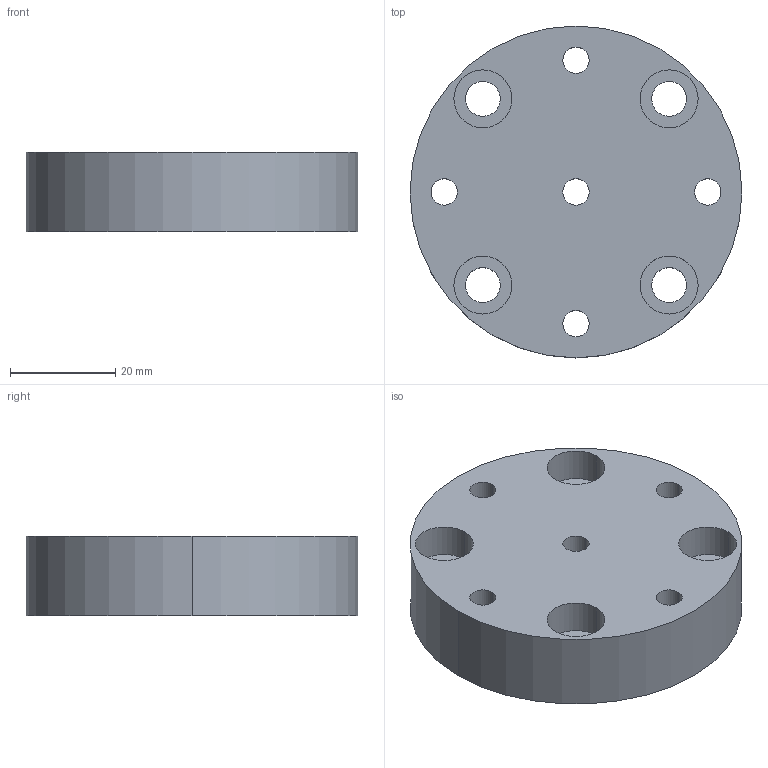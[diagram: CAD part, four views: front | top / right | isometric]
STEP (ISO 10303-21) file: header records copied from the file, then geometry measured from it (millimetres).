
FILE_DESCRIPTION (( 'STEP AP214' ), '1' );
FILE_NAME ('MartyrUniverselTeratonics.STEP', '2020-08-27T15:52:04', ( '' ), ( '' ), 'SwSTEP 2.0', 'SolidWorks 2019', '' );
FILE_SCHEMA (( 'AUTOMOTIVE_DESIGN' ));
Length unit declared in the file: millimetre
Products named in the file (1): MartyrUniverselTeratonics
Bounding box: 63 x 63 x 15 mm (x, y, z)
Volume: 41676.3 mm3; surface area: 11509.3 mm2
Topology: 1 solids, 1 shells, 34 faces, 84 edges, 56 vertices
Faces by surface type: cylinder 28, plane 6
Entity records: 1224 total; most frequent: DIRECTION 210, CARTESIAN_POINT 175, ORIENTED_EDGE 168, AXIS2_PLACEMENT_3D 91, EDGE_CURVE 84, VERTEX_POINT 56, EDGE_LOOP 56, CIRCLE 56
